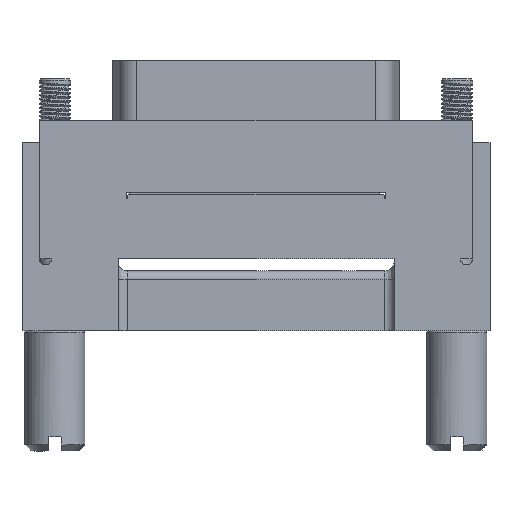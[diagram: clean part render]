
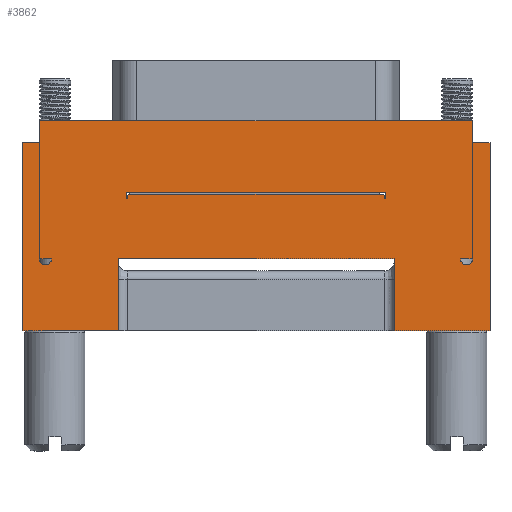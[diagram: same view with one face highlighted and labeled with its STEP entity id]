
A CAD part, front view. The second image highlights one B-rep face of the part: STEP entity #3862.
In plain terms, the highlighted planar face has unit normal (0, -1, 0).
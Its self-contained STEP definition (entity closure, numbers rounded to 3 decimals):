
#451=CARTESIAN_POINT('',(-19.5,-4.125,4.7));
#452=VERTEX_POINT('',#451);
#501=CARTESIAN_POINT('',(-19.5,-4.125,-11.));
#502=VERTEX_POINT('',#501);
#509=CARTESIAN_POINT('',(-19.5,-4.125,-11.));
#510=DIRECTION('',(0.,0.,1.));
#511=VECTOR('',#510,15.7);
#512=LINE('',#509,#511);
#513=EDGE_CURVE('',#502,#452,#512,.T.);
#663=CARTESIAN_POINT('',(-11.5,-4.125,-5.));
#664=VERTEX_POINT('',#663);
#665=CARTESIAN_POINT('',(-11.5,-4.125,-11.));
#666=VERTEX_POINT('',#665);
#667=CARTESIAN_POINT('',(-11.5,-4.125,-5.));
#668=DIRECTION('',(0.,0.,-1.));
#669=VECTOR('',#668,6.);
#670=LINE('',#667,#669);
#671=EDGE_CURVE('',#664,#666,#670,.T.);
#895=CARTESIAN_POINT('',(-18.05,-4.125,-5.));
#896=VERTEX_POINT('',#895);
#905=CARTESIAN_POINT('',(-18.05,-4.125,4.7));
#906=VERTEX_POINT('',#905);
#913=CARTESIAN_POINT('',(-18.05,-4.125,-5.));
#914=DIRECTION('',(0.,0.,1.));
#915=VECTOR('',#914,9.7);
#916=LINE('',#913,#915);
#917=EDGE_CURVE('',#896,#906,#916,.T.);
#927=CARTESIAN_POINT('',(-17.05,-4.125,-5.));
#928=VERTEX_POINT('',#927);
#929=CARTESIAN_POINT('',(-17.55,-4.125,-5.));
#930=DIRECTION('',(1.,0.,0.));
#931=DIRECTION('',(0.,1.,0.));
#932=AXIS2_PLACEMENT_3D('',#929,#931,#930);
#933=CIRCLE('',#932,0.5);
#934=EDGE_CURVE('',#928,#896,#933,.T.);
#976=CARTESIAN_POINT('',(-18.05,-4.125,4.7));
#977=DIRECTION('',(-1.,0.,0.));
#978=VECTOR('',#977,1.45);
#979=LINE('',#976,#978);
#980=EDGE_CURVE('',#906,#452,#979,.T.);
#1563=CARTESIAN_POINT('',(19.5,-4.125,4.7));
#1564=VERTEX_POINT('',#1563);
#1571=CARTESIAN_POINT('',(19.5,-4.125,-11.));
#1572=VERTEX_POINT('',#1571);
#1573=CARTESIAN_POINT('',(19.5,-4.125,4.7));
#1574=DIRECTION('',(0.,0.,-1.));
#1575=VECTOR('',#1574,15.7);
#1576=LINE('',#1573,#1575);
#1577=EDGE_CURVE('',#1564,#1572,#1576,.T.);
#2010=CARTESIAN_POINT('',(11.5,-4.125,-11.));
#2011=VERTEX_POINT('',#2010);
#2018=CARTESIAN_POINT('',(11.5,-4.125,-5.));
#2019=VERTEX_POINT('',#2018);
#2020=CARTESIAN_POINT('',(11.5,-4.125,-5.));
#2021=DIRECTION('',(0.,0.,-1.));
#2022=VECTOR('',#2021,6.);
#2023=LINE('',#2020,#2022);
#2024=EDGE_CURVE('',#2019,#2011,#2023,.T.);
#2338=CARTESIAN_POINT('',(18.05,-4.125,4.7));
#2339=VERTEX_POINT('',#2338);
#2346=CARTESIAN_POINT('',(19.5,-4.125,4.7));
#2347=DIRECTION('',(-1.,0.,0.));
#2348=VECTOR('',#2347,1.45);
#2349=LINE('',#2346,#2348);
#2350=EDGE_CURVE('',#1564,#2339,#2349,.T.);
#2504=CARTESIAN_POINT('',(18.05,-4.125,-5.));
#2505=VERTEX_POINT('',#2504);
#2506=CARTESIAN_POINT('',(18.05,-4.125,4.7));
#2507=DIRECTION('',(0.,0.,-1.));
#2508=VECTOR('',#2507,9.7);
#2509=LINE('',#2506,#2508);
#2510=EDGE_CURVE('',#2339,#2505,#2509,.T.);
#2551=CARTESIAN_POINT('',(17.05,-4.125,-5.));
#2552=VERTEX_POINT('',#2551);
#2553=CARTESIAN_POINT('',(17.55,-4.125,-5.));
#2554=DIRECTION('',(1.,0.,0.));
#2555=DIRECTION('',(0.,1.,0.));
#2556=AXIS2_PLACEMENT_3D('',#2553,#2555,#2554);
#2557=CIRCLE('',#2556,0.5);
#2558=EDGE_CURVE('',#2505,#2552,#2557,.T.);
#2960=CARTESIAN_POINT('',(19.5,-4.125,-11.));
#2961=DIRECTION('',(-1.,0.,0.));
#2962=VECTOR('',#2961,8.);
#2963=LINE('',#2960,#2962);
#2964=EDGE_CURVE('',#1572,#2011,#2963,.T.);
#2971=CARTESIAN_POINT('',(-19.5,-4.125,-11.));
#2972=DIRECTION('',(1.,0.,0.));
#2973=VECTOR('',#2972,8.);
#2974=LINE('',#2971,#2973);
#2975=EDGE_CURVE('',#502,#666,#2974,.T.);
#3123=CARTESIAN_POINT('',(-18.01,-4.125,-5.));
#3124=VERTEX_POINT('',#3123);
#3176=CARTESIAN_POINT('',(-17.05,-4.125,-5.));
#3177=DIRECTION('',(-1.,0.,0.));
#3178=VECTOR('',#3177,0.96);
#3179=LINE('',#3176,#3178);
#3180=EDGE_CURVE('',#928,#3124,#3179,.T.);
#3396=CARTESIAN_POINT('',(-18.01,-4.125,6.5));
#3397=VERTEX_POINT('',#3396);
#3398=CARTESIAN_POINT('',(-18.01,-4.125,6.5));
#3399=DIRECTION('',(0.,0.,-1.));
#3400=VECTOR('',#3399,11.5);
#3401=LINE('',#3398,#3400);
#3402=EDGE_CURVE('',#3397,#3124,#3401,.T.);
#3729=CARTESIAN_POINT('',(0.,-4.125,-2.25));
#3730=DIRECTION('',(1.,0.,0.));
#3731=DIRECTION('',(0.,-1.,0.));
#3732=AXIS2_PLACEMENT_3D('',#3729,#3731,#3730);
#3733=PLANE('',#3732);
#3734=CARTESIAN_POINT('',(18.01,-4.125,-5.));
#3735=VERTEX_POINT('',#3734);
#3736=CARTESIAN_POINT('',(18.01,-4.125,-5.));
#3737=DIRECTION('',(-1.,0.,0.));
#3738=VECTOR('',#3737,0.96);
#3739=LINE('',#3736,#3738);
#3740=EDGE_CURVE('',#3735,#2552,#3739,.T.);
#3741=ORIENTED_EDGE('',*,*,#3740,.F.);
#3742=CARTESIAN_POINT('',(18.01,-4.125,6.5));
#3743=VERTEX_POINT('',#3742);
#3744=CARTESIAN_POINT('',(18.01,-4.125,6.5));
#3745=DIRECTION('',(0.,0.,-1.));
#3746=VECTOR('',#3745,11.5);
#3747=LINE('',#3744,#3746);
#3748=EDGE_CURVE('',#3743,#3735,#3747,.T.);
#3749=ORIENTED_EDGE('',*,*,#3748,.F.);
#3750=CARTESIAN_POINT('',(-18.01,-4.125,6.5));
#3751=DIRECTION('',(1.,0.,0.));
#3752=VECTOR('',#3751,36.02);
#3753=LINE('',#3750,#3752);
#3754=EDGE_CURVE('',#3397,#3743,#3753,.T.);
#3755=ORIENTED_EDGE('',*,*,#3754,.F.);
#3756=ORIENTED_EDGE('',*,*,#3402,.T.);
#3757=ORIENTED_EDGE('',*,*,#3180,.F.);
#3758=ORIENTED_EDGE('',*,*,#934,.T.);
#3759=ORIENTED_EDGE('',*,*,#917,.T.);
#3760=ORIENTED_EDGE('',*,*,#980,.T.);
#3761=ORIENTED_EDGE('',*,*,#513,.F.);
#3762=ORIENTED_EDGE('',*,*,#2975,.T.);
#3763=ORIENTED_EDGE('',*,*,#671,.F.);
#3764=CARTESIAN_POINT('',(11.5,-4.125,-5.));
#3765=DIRECTION('',(-1.,0.,0.));
#3766=VECTOR('',#3765,23.);
#3767=LINE('',#3764,#3766);
#3768=EDGE_CURVE('',#2019,#664,#3767,.T.);
#3769=ORIENTED_EDGE('',*,*,#3768,.F.);
#3770=ORIENTED_EDGE('',*,*,#2024,.T.);
#3771=ORIENTED_EDGE('',*,*,#2964,.F.);
#3772=ORIENTED_EDGE('',*,*,#1577,.F.);
#3773=ORIENTED_EDGE('',*,*,#2350,.T.);
#3774=ORIENTED_EDGE('',*,*,#2510,.T.);
#3775=ORIENTED_EDGE('',*,*,#2558,.T.);
#3776=EDGE_LOOP('',(#3741,#3749,#3755,#3756,#3757,#3758,#3759,#3760,#3761,#3762,#3763,#3769,#3770,#3771,#3772,#3773,#3774,#3775));
#3777=FACE_OUTER_BOUND('',#3776,.T.);
#3778=CARTESIAN_POINT('',(10.72,-4.125,0.));
#3779=VERTEX_POINT('',#3778);
#3780=CARTESIAN_POINT('',(10.8,-4.125,0.));
#3781=VERTEX_POINT('',#3780);
#3782=CARTESIAN_POINT('',(10.72,-4.125,0.));
#3783=DIRECTION('',(1.,0.,0.));
#3784=VECTOR('',#3783,0.08);
#3785=LINE('',#3782,#3784);
#3786=EDGE_CURVE('',#3779,#3781,#3785,.T.);
#3787=ORIENTED_EDGE('',*,*,#3786,.F.);
#3788=CARTESIAN_POINT('',(10.72,-4.125,0.2));
#3789=VERTEX_POINT('',#3788);
#3790=CARTESIAN_POINT('',(10.72,-4.125,0.2));
#3791=DIRECTION('',(0.,0.,-1.));
#3792=VECTOR('',#3791,0.2);
#3793=LINE('',#3790,#3792);
#3794=EDGE_CURVE('',#3789,#3779,#3793,.T.);
#3795=ORIENTED_EDGE('',*,*,#3794,.F.);
#3796=CARTESIAN_POINT('',(10.52,-4.125,0.4));
#3797=VERTEX_POINT('',#3796);
#3798=CARTESIAN_POINT('',(10.52,-4.125,0.2));
#3799=DIRECTION('',(0.,0.,1.));
#3800=DIRECTION('',(0.,1.,0.));
#3801=AXIS2_PLACEMENT_3D('',#3798,#3800,#3799);
#3802=CIRCLE('',#3801,0.2);
#3803=EDGE_CURVE('',#3797,#3789,#3802,.T.);
#3804=ORIENTED_EDGE('',*,*,#3803,.F.);
#3805=CARTESIAN_POINT('',(-10.52,-4.125,0.4));
#3806=VERTEX_POINT('',#3805);
#3807=CARTESIAN_POINT('',(10.52,-4.125,0.4));
#3808=DIRECTION('',(-1.,0.,0.));
#3809=VECTOR('',#3808,21.04);
#3810=LINE('',#3807,#3809);
#3811=EDGE_CURVE('',#3797,#3806,#3810,.T.);
#3812=ORIENTED_EDGE('',*,*,#3811,.T.);
#3813=CARTESIAN_POINT('',(-10.72,-4.125,0.2));
#3814=VERTEX_POINT('',#3813);
#3815=CARTESIAN_POINT('',(-10.52,-4.125,0.2));
#3816=DIRECTION('',(0.,0.,1.));
#3817=DIRECTION('',(0.,-1.,0.));
#3818=AXIS2_PLACEMENT_3D('',#3815,#3817,#3816);
#3819=CIRCLE('',#3818,0.2);
#3820=EDGE_CURVE('',#3806,#3814,#3819,.T.);
#3821=ORIENTED_EDGE('',*,*,#3820,.T.);
#3822=CARTESIAN_POINT('',(-10.72,-4.125,0.));
#3823=VERTEX_POINT('',#3822);
#3824=CARTESIAN_POINT('',(-10.72,-4.125,0.2));
#3825=DIRECTION('',(0.,0.,-1.));
#3826=VECTOR('',#3825,0.2);
#3827=LINE('',#3824,#3826);
#3828=EDGE_CURVE('',#3814,#3823,#3827,.T.);
#3829=ORIENTED_EDGE('',*,*,#3828,.T.);
#3830=CARTESIAN_POINT('',(-10.8,-4.125,0.));
#3831=VERTEX_POINT('',#3830);
#3832=CARTESIAN_POINT('',(-10.72,-4.125,0.));
#3833=DIRECTION('',(-1.,0.,0.));
#3834=VECTOR('',#3833,0.08);
#3835=LINE('',#3832,#3834);
#3836=EDGE_CURVE('',#3823,#3831,#3835,.T.);
#3837=ORIENTED_EDGE('',*,*,#3836,.T.);
#3838=CARTESIAN_POINT('',(-10.8,-4.125,0.5));
#3839=VERTEX_POINT('',#3838);
#3840=CARTESIAN_POINT('',(-10.8,-4.125,0.5));
#3841=DIRECTION('',(0.,0.,-1.));
#3842=VECTOR('',#3841,0.5);
#3843=LINE('',#3840,#3842);
#3844=EDGE_CURVE('',#3839,#3831,#3843,.T.);
#3845=ORIENTED_EDGE('',*,*,#3844,.F.);
#3846=CARTESIAN_POINT('',(10.8,-4.125,0.5));
#3847=VERTEX_POINT('',#3846);
#3848=CARTESIAN_POINT('',(-10.8,-4.125,0.5));
#3849=DIRECTION('',(1.,0.,0.));
#3850=VECTOR('',#3849,21.6);
#3851=LINE('',#3848,#3850);
#3852=EDGE_CURVE('',#3839,#3847,#3851,.T.);
#3853=ORIENTED_EDGE('',*,*,#3852,.T.);
#3854=CARTESIAN_POINT('',(10.8,-4.125,0.5));
#3855=DIRECTION('',(0.,0.,-1.));
#3856=VECTOR('',#3855,0.5);
#3857=LINE('',#3854,#3856);
#3858=EDGE_CURVE('',#3847,#3781,#3857,.T.);
#3859=ORIENTED_EDGE('',*,*,#3858,.T.);
#3860=EDGE_LOOP('',(#3787,#3795,#3804,#3812,#3821,#3829,#3837,#3845,#3853,#3859));
#3861=FACE_BOUND('',#3860,.T.);
#3862=ADVANCED_FACE('',(#3777,#3861),#3733,.T.);
